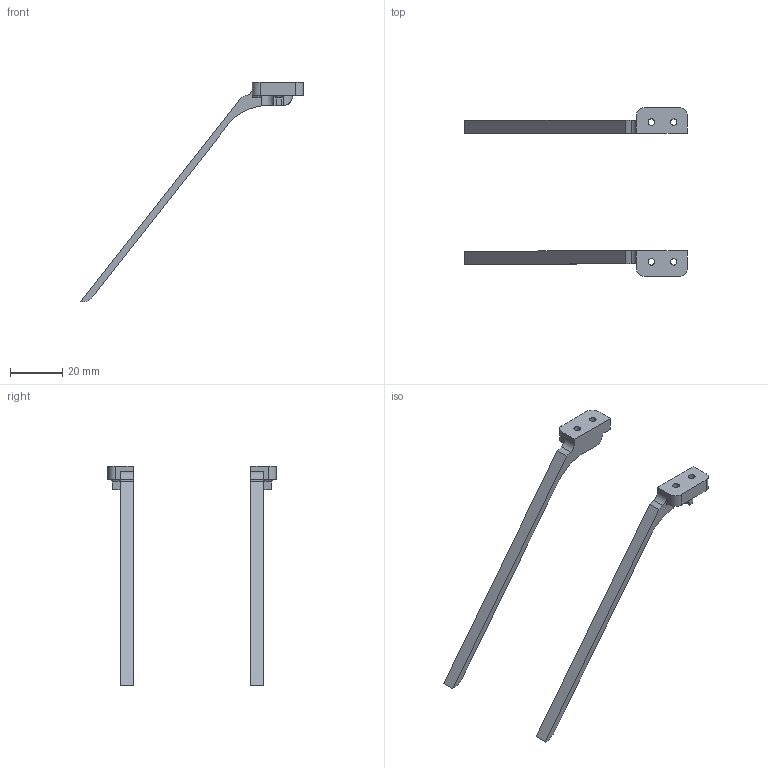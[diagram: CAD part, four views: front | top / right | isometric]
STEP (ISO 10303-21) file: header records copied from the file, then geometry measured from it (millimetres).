
FILE_DESCRIPTION(('STEP AP203'), '1');
FILE_NAME('侹蜬4_1', '', ('UNSPECIFIED'), ('UNSPECIFIED'), 'C3D Converter', 'C3D Toolkit', '');
FILE_SCHEMA(('CONFIG_CONTROL_DESIGN'));
Length unit declared in the file: millimetre
Bounding box: 85.25 x 64.5 x 84 mm (x, y, z)
Volume: 4935.3 mm3; surface area: 4873.6 mm2
Topology: 2 solids, 2 shells, 68 faces, 184 edges, 120 vertices
Faces by surface type: cylinder 36, plane 32
Full cylindrical faces by diameter (mm): 2.5 x4
Entity records: 3195 total; most frequent: CARTESIAN_POINT 901, ORIENTED_EDGE 360, DIRECTION 344, EDGE_CURVE 180, VERTEX_POINT 120, AXIS2_PLACEMENT_3D 115, LINE 114, VECTOR 114
